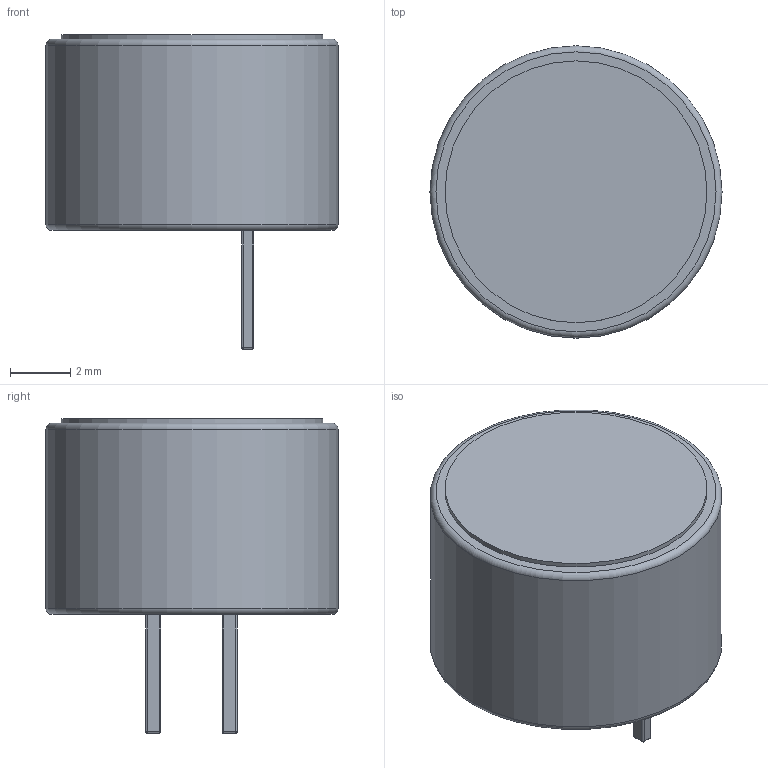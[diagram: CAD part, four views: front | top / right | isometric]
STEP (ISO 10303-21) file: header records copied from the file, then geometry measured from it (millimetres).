
FILE_DESCRIPTION(/* description */ (''),/* implementation_level */ '2;1');
FILE_NAME(/* name */ 'MIC_ELECTRET-P2,54MM-D9,7MM-H6.5MM.stp',/* time_stamp */ '2023-11-01T18:16:53+03:00',/* author */ ('Sandman'),/* organization */ (''),/* preprocessor_version */ 'ST-DEVELOPER v18.1',/* originating_system */ 'Autodesk Inventor 2021',/* authorisation */ '');
FILE_SCHEMA (('AUTOMOTIVE_DESIGN { 1 0 10303 214 3 1 1 }'));
Length unit declared in the file: millimetre
Products named in the file (1): Microphone
Bounding box: 9.7 x 9.7 x 10.45 mm (x, y, z)
Volume: 465.3 mm3; surface area: 363.2 mm2
Topology: 1 solids, 1 shells, 96 faces, 218 edges, 129 vertices
Faces by surface type: cylinder 39, plane 29, bspline 12, sphere 8, torus 7, cone 1
Full cylindrical faces by diameter (mm): 8.7 x2, 9.7 x1
Entity records: 3333 total; most frequent: CARTESIAN_POINT 998, DIRECTION 483, ORIENTED_EDGE 436, EDGE_CURVE 218, AXIS2_PLACEMENT_3D 196, VERTEX_POINT 129, CIRCLE 111, EDGE_LOOP 101
